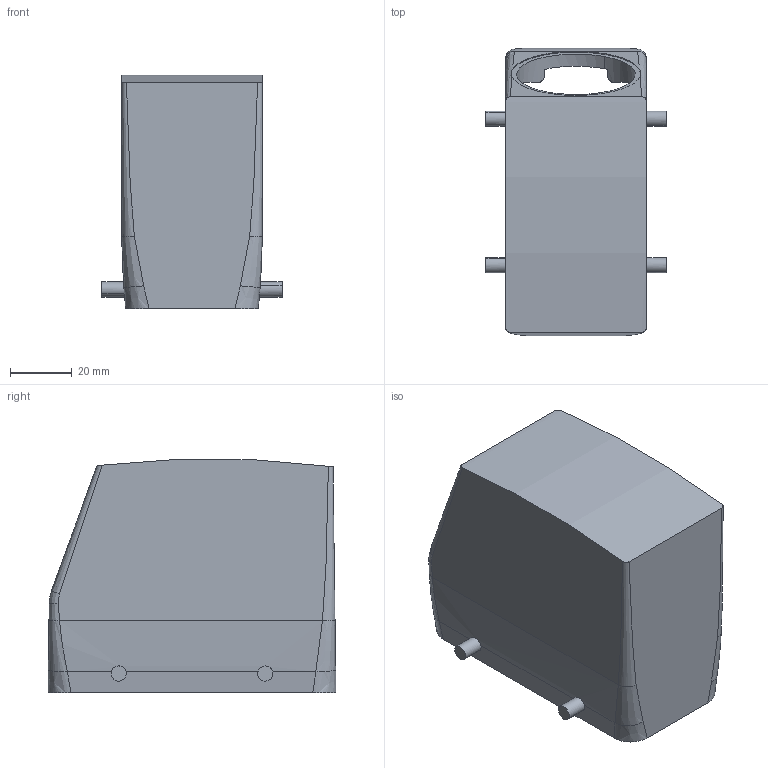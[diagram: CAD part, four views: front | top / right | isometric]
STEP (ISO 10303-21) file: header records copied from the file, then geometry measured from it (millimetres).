
FILE_DESCRIPTION(('CATIA V5 STEP','CAx-IF Rec.Pracs.--- Model Styling and Organization---1.2---2011-12-15'),'2;1');
FILE_NAME ('13269324_2', '2018-07-10T08:38:14+00:00', ('none'), ('Weidmueller'), 'CATIA Version 5-6 Release 2014 SP4 HF52', 'CATIA V5 STEP AP214', 'none');
FILE_SCHEMA(('AUTOMOTIVE_DESIGN { 1 0 10303 214 1 1 1 1 }'));
Length unit declared in the file: millimetre
Products named in the file (1): 2544030000
Bounding box: 58.4 x 93.3 x 75.61 mm (x, y, z)
Volume: 103268.3 mm3; surface area: 41537.3 mm2
Topology: 1 solids, 1 shells, 151 faces, 383 edges, 236 vertices
Faces by surface type: plane 54, cone 42, cylinder 39, bspline 16
Entity records: 6085 total; most frequent: CARTESIAN_POINT 2980, ORIENTED_EDGE 750, DIRECTION 424, EDGE_CURVE 375, VERTEX_POINT 236, AXIS2_PLACEMENT_3D 178, EDGE_LOOP 163, VECTOR 158
